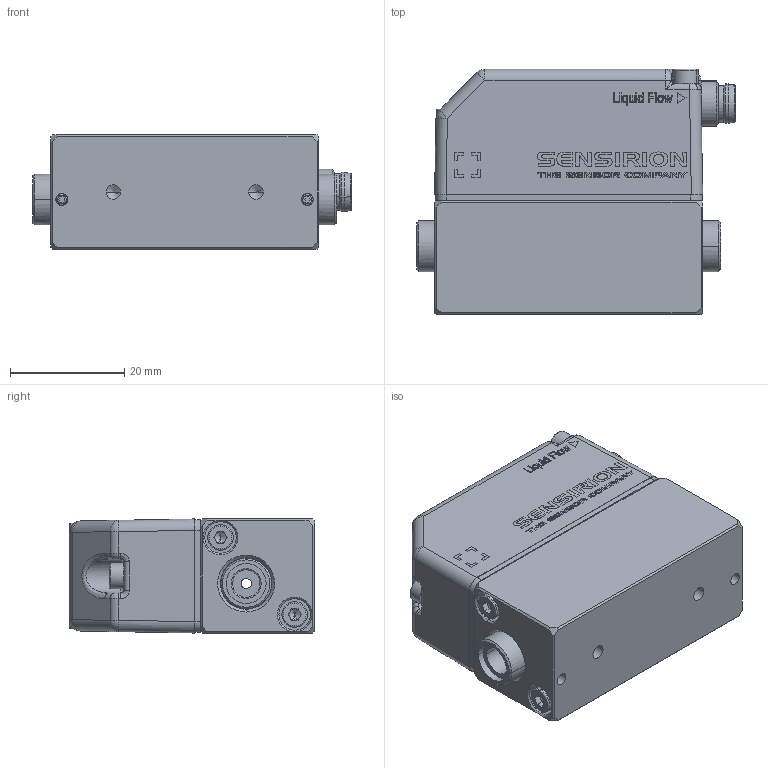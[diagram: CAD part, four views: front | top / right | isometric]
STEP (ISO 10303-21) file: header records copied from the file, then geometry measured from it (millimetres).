
FILE_DESCRIPTION (( 'STEP AP214' ), '1' );
FILE_NAME ('SLI-xxxx.STEP', '2013-02-08T08:51:28', ( 'sensirion' ), ( '' ), 'SwSTEP 2.0', 'SolidWorks 2012', '' );
FILE_SCHEMA (( 'AUTOMOTIVE_DESIGN' ));
Length unit declared in the file: millimetre
Products named in the file (1): SLI-xxxx
Bounding box: 55.83 x 43 x 20 mm (x, y, z)
Volume: 32880.6 mm3; surface area: 14116.7 mm2
Topology: 10 solids, 16 shells, 2168 faces, 5750 edges, 3657 vertices
Faces by surface type: plane 1556, cylinder 300, cone 125, bspline 92, torus 59, sphere 36
Entity records: 92772 total; most frequent: CARTESIAN_POINT 15853, ORIENTED_EDGE 11384, DIRECTION 10380, EDGE_CURVE 5692, VECTOR 4596, LINE 4596, VERTEX_POINT 3657, AXIS2_PLACEMENT_3D 2892
